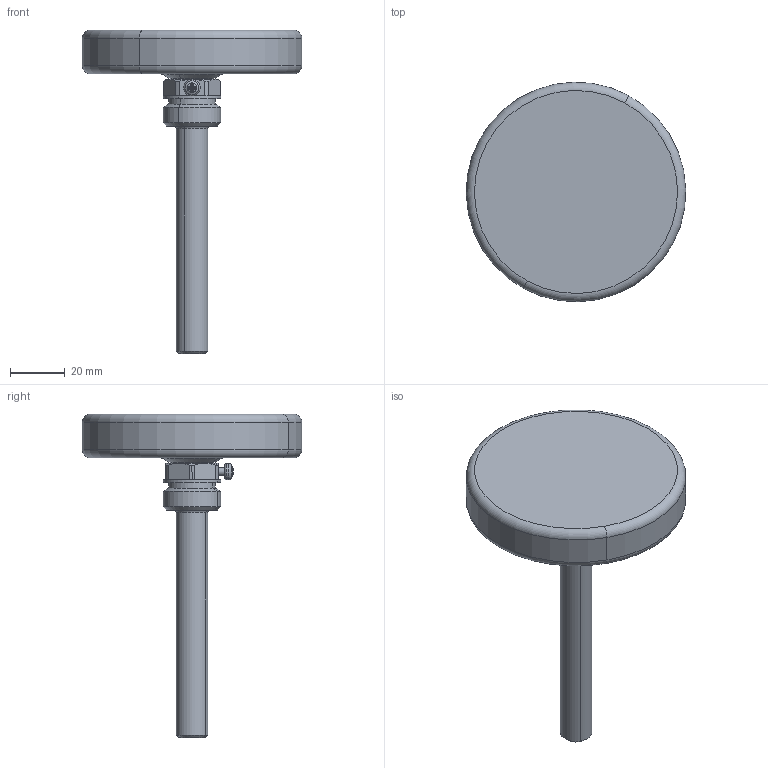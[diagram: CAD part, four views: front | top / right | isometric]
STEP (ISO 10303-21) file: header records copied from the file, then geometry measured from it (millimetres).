
FILE_DESCRIPTION(('CATIA V5 STEP Exchange','CAx-IF Rec.Pracs.--- Model Styling and Organization---1.5--- 2016-08-15','CAx-IF Rec.Pracs.---Supplemental Geometry---1.0---2011-11-01','CAx-IF Rec.Pracs.--- Composite Materials ---3.4---2017-06-13','CAx-IF Rec.Pracs.---Tessellated 3D Geometry---1.0---2015-12-17'),'2;1');
FILE_NAME('STEP_688010_-_TST.stp','2022-12-16T07:24:40+00:00',('none'),('none'),'CATIA Version 5-6 Release 2020 SP5','CATIA V5 STEP AP242 v2','none');
FILE_SCHEMA(('AP242_MANAGED_MODEL_BASED_3D_ENGINEERING_MIM_LF {1 0 10303 442 1 1 4}'));
Length unit declared in the file: millimetre
Products named in the file (1): 688010 - TST
Bounding box: 79.98 x 79.98 x 118 mm (x, y, z)
Volume: 51797.4 mm3; surface area: 34247 mm2
Topology: 1 solids, 3 shells, 176 faces, 390 edges, 224 vertices
Faces by surface type: cylinder 61, plane 47, bspline 26, cone 22, torus 20
Entity records: 8481 total; most frequent: CARTESIAN_POINT 5026, ORIENTED_EDGE 772, DIRECTION 472, EDGE_CURVE 386, AXIS2_PLACEMENT_3D 248, VERTEX_POINT 224, EDGE_LOOP 186, ADVANCED_FACE 176
